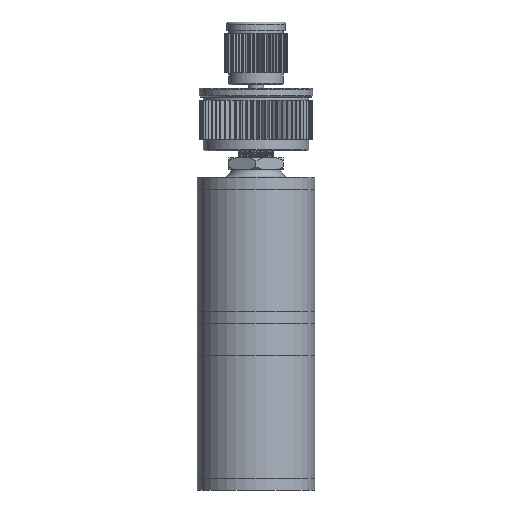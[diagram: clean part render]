
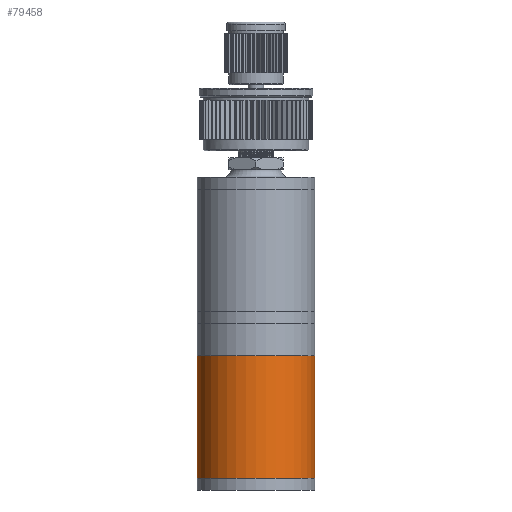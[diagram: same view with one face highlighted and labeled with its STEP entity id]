
A CAD part, front view. The second image highlights one B-rep face of the part: STEP entity #79458.
In plain terms, the highlighted cylindrical face has radius 15 mm (diameter 30 mm), a partial arc.
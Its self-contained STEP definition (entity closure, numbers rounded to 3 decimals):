
#9110 = CARTESIAN_POINT ( 'NONE',  ( -15., 0., -80. ) ) ;
#15749 = VERTEX_POINT ( 'NONE', #128835 ) ;
#20002 = DIRECTION ( 'NONE',  ( 0., 0., 1. ) ) ;
#21975 = CYLINDRICAL_SURFACE ( 'NONE', #140336, 15. ) ;
#29818 = DIRECTION ( 'NONE',  ( 0., 0., 1. ) ) ;
#30146 = EDGE_CURVE ( 'NONE', #15749, #66954, #49576, .T. ) ;
#31542 = EDGE_CURVE ( 'NONE', #15749, #88901, #65602, .T. ) ;
#38487 = DIRECTION ( 'NONE',  ( 0., 0., -1. ) ) ;
#41769 = ORIENTED_EDGE ( 'NONE', *, *, #42388, .T. ) ;
#42388 = EDGE_CURVE ( 'NONE', #88901, #145744, #114418, .T. ) ;
#45436 = DIRECTION ( 'NONE',  ( 1., 0., 0. ) ) ;
#47633 = DIRECTION ( 'NONE',  ( 0., -1., 0. ) ) ;
#48894 = AXIS2_PLACEMENT_3D ( 'NONE', #91033, #67503, #45436 ) ;
#49576 = CIRCLE ( 'NONE', #107831, 15. ) ;
#56018 = CARTESIAN_POINT ( 'NONE',  ( 15., 0., -45.6 ) ) ;
#56148 = DIRECTION ( 'NONE',  ( 1., 0., 0. ) ) ;
#58831 = EDGE_CURVE ( 'NONE', #66954, #145744, #137465, .T. ) ;
#63369 = CARTESIAN_POINT ( 'NONE',  ( -15., 0., -77. ) ) ;
#65602 = LINE ( 'NONE', #79234, #122489 ) ;
#66954 = VERTEX_POINT ( 'NONE', #63369 ) ;
#67503 = DIRECTION ( 'NONE',  ( 0., 0., -1. ) ) ;
#71190 = ORIENTED_EDGE ( 'NONE', *, *, #30146, .F. ) ;
#79168 = ORIENTED_EDGE ( 'NONE', *, *, #31542, .T. ) ;
#79234 = CARTESIAN_POINT ( 'NONE',  ( 15., 0., -80. ) ) ;
#79458 = ADVANCED_FACE ( 'NONE', ( #126070 ), #21975, .T. ) ;
#79734 = DIRECTION ( 'NONE',  ( 0., 0., 1. ) ) ;
#88901 = VERTEX_POINT ( 'NONE', #56018 ) ;
#91033 = CARTESIAN_POINT ( 'NONE',  ( 0., 0., -45.6 ) ) ;
#101080 = CARTESIAN_POINT ( 'NONE',  ( -15., 0., -45.6 ) ) ;
#102444 = EDGE_LOOP ( 'NONE', ( #108996, #71190, #79168, #41769 ) ) ;
#107831 = AXIS2_PLACEMENT_3D ( 'NONE', #141822, #38487, #47633 ) ;
#108996 = ORIENTED_EDGE ( 'NONE', *, *, #58831, .F. ) ;
#114418 = CIRCLE ( 'NONE', #48894, 15. ) ;
#121765 = CARTESIAN_POINT ( 'NONE',  ( 0., 0., -80. ) ) ;
#122489 = VECTOR ( 'NONE', #20002, 1000. ) ;
#126070 = FACE_OUTER_BOUND ( 'NONE', #102444, .T. ) ;
#128835 = CARTESIAN_POINT ( 'NONE',  ( 15., 0., -77. ) ) ;
#137465 = LINE ( 'NONE', #9110, #149749 ) ;
#140336 = AXIS2_PLACEMENT_3D ( 'NONE', #121765, #29818, #56148 ) ;
#141822 = CARTESIAN_POINT ( 'NONE',  ( 0., 0., -77. ) ) ;
#145744 = VERTEX_POINT ( 'NONE', #101080 ) ;
#149749 = VECTOR ( 'NONE', #79734, 1000. ) ;
